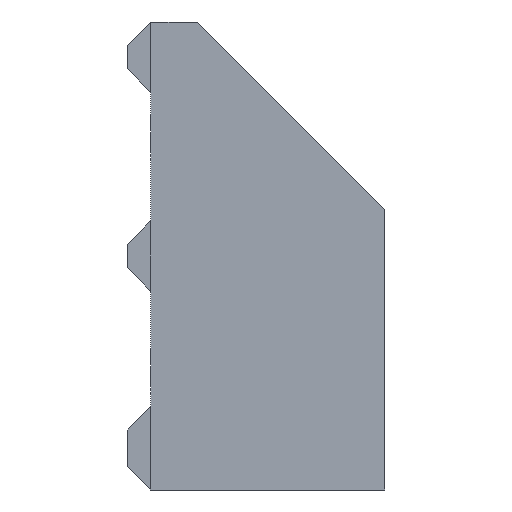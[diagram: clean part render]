
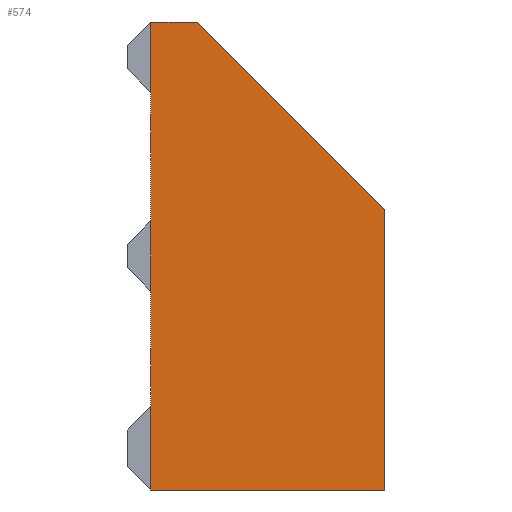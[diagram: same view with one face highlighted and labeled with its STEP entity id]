
A CAD part, left-side view. The second image highlights one B-rep face of the part: STEP entity #574.
In plain terms, the highlighted planar face has unit normal (-1, 0, 0).
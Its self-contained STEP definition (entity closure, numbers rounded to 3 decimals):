
#49=FACE_OUTER_BOUND('',#87,.T.);
#87=EDGE_LOOP('',(#475,#476,#477,#478,#479));
#100=LINE('',#793,#172);
#110=LINE('',#812,#182);
#121=LINE('',#837,#193);
#126=LINE('',#846,#198);
#132=LINE('',#859,#204);
#172=VECTOR('',#645,10.);
#182=VECTOR('',#657,1.);
#193=VECTOR('',#678,1.);
#198=VECTOR('',#685,1.);
#204=VECTOR('',#695,1.);
#244=VERTEX_POINT('',#791);
#245=VERTEX_POINT('',#792);
#253=VERTEX_POINT('',#810);
#262=VERTEX_POINT('',#835);
#265=VERTEX_POINT('',#845);
#294=EDGE_CURVE('',#244,#245,#100,.T.);
#304=EDGE_CURVE('',#245,#253,#110,.T.);
#316=EDGE_CURVE('',#262,#253,#121,.T.);
#321=EDGE_CURVE('',#265,#244,#126,.T.);
#328=EDGE_CURVE('',#265,#262,#132,.T.);
#475=ORIENTED_EDGE('',*,*,#294,.T.);
#476=ORIENTED_EDGE('',*,*,#304,.T.);
#477=ORIENTED_EDGE('',*,*,#316,.F.);
#478=ORIENTED_EDGE('',*,*,#328,.F.);
#479=ORIENTED_EDGE('',*,*,#321,.T.);
#546=PLANE('',#628);
#574=ADVANCED_FACE('',(#49),#546,.T.);
#628=AXIS2_PLACEMENT_3D('',#929,#756,#757);
#645=DIRECTION('',(0.,0.,1.));
#657=DIRECTION('',(0.,0.707,0.707));
#678=DIRECTION('',(0.,-1.,0.));
#685=DIRECTION('',(0.,-1.,0.));
#695=DIRECTION('',(0.,0.,1.));
#756=DIRECTION('center_axis',(-1.,0.,0.));
#757=DIRECTION('ref_axis',(0.,-1.,0.));
#791=CARTESIAN_POINT('',(-20.,-20.,0.));
#792=CARTESIAN_POINT('',(-20.,-20.,24.));
#793=CARTESIAN_POINT('',(-20.,-20.,0.));
#810=CARTESIAN_POINT('',(-20.,-4.,40.));
#812=CARTESIAN_POINT('',(-20.,-40.,4.));
#835=CARTESIAN_POINT('',(-20.,0.,40.));
#837=CARTESIAN_POINT('',(-20.,0.,40.));
#845=CARTESIAN_POINT('',(-20.,0.,0.));
#846=CARTESIAN_POINT('',(-20.,0.,0.));
#859=CARTESIAN_POINT('',(-20.,0.,0.));
#929=CARTESIAN_POINT('Origin',(-20.,0.,0.));
